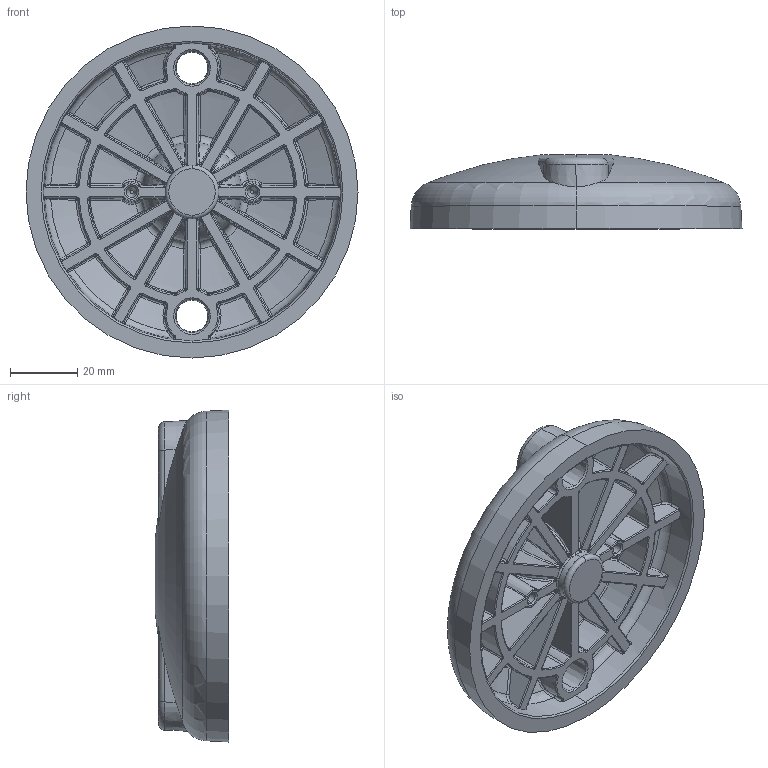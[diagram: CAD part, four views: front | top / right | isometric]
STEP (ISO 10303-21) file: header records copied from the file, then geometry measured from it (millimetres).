
FILE_DESCRIPTION (( 'STEP AP214' ), '1' );
FILE_NAME ('098c100kb.STEP', '2014-08-12T07:45:31', ( '' ), ( '' ), 'SwSTEP 2.0', 'SolidWorks 2014', '' );
FILE_SCHEMA (( 'AUTOMOTIVE_DESIGN' ));
Length unit declared in the file: millimetre
Products named in the file (1): 098c100kb
Bounding box: 99 x 22 x 99 mm (x, y, z)
Volume: 63988 mm3; surface area: 32502.8 mm2
Topology: 1 solids, 1 shells, 759 faces, 1770 edges, 997 vertices
Faces by surface type: bspline 320, torus 174, sphere 78, cone 67, plane 60, cylinder 60
Entity records: 28807 total; most frequent: CARTESIAN_POINT 13827, ORIENTED_EDGE 3460, DIRECTION 2827, EDGE_CURVE 1730, AXIS2_PLACEMENT_3D 1341, VERTEX_POINT 977, CIRCLE 901, EDGE_LOOP 767
